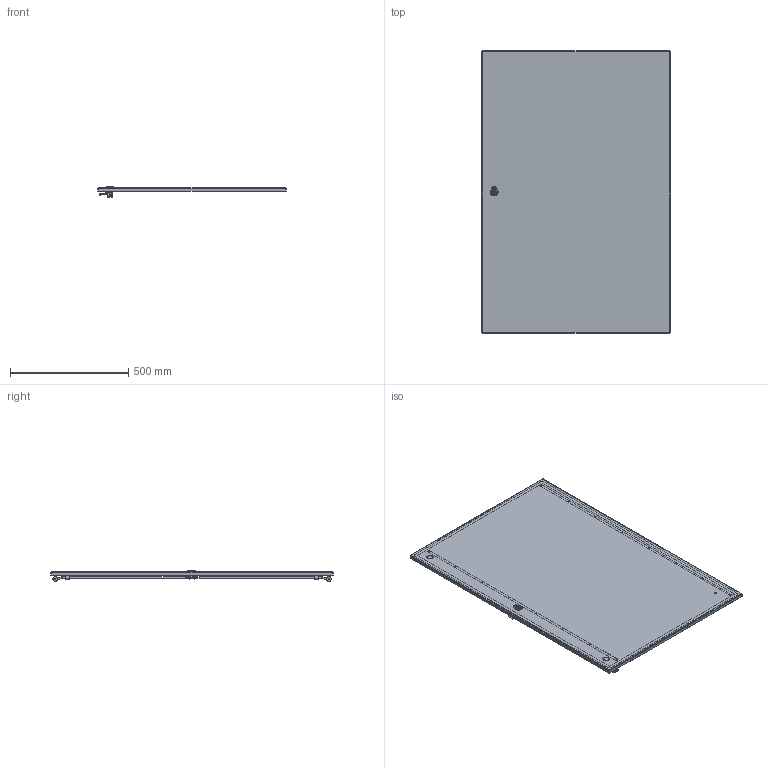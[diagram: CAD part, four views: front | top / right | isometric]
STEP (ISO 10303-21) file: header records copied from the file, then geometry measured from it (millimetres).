
FILE_DESCRIPTION(/* description */ (''),/* implementation_level */ '2;1');
FILE_NAME(/* name */ 'PO12080.stp',/* time_stamp */ '2017-01-13T12:00:20+01:00',/* author */ (''),/* organization */ (''),/* preprocessor_version */ 'ST-DEVELOPER v15',/* originating_system */ 'SIEMENS PLM Software NX 9.0',/* authorisation */ '');
FILE_SCHEMA (('CONFIG_CONTROL_DESIGN'));
Length unit declared in the file: millimetre
Products named in the file (4): Varilla_1200_stp339; Lengueta_Cierre_Triple_stp; 92193_CIERRE_Argenta_1200_stp_MODEL; PO12080_stp
Assembly tree (4 placements, depth 3):
  PO12080_stp
    92193_CIERRE_Argenta_1200_stp_MODEL
      Lengueta_Cierre_Triple_stp
      Varilla_1200_stp339  x2
Bounding box: 796.5 x 1195 x 45.13 mm (x, y, z)
Volume: 2458906.8 mm3; surface area: 2253730.5 mm2
Topology: 13 solids, 15 shells, 784 faces, 1950 edges, 1238 vertices
Faces by surface type: cylinder 354, plane 348, bspline 59, cone 18, sphere 3, torus 2
Full cylindrical faces by diameter (mm): 3.5 x106, 5 x21, 5.85 x1, 6 x1, 6.25 x4, 6.5 x1, 8 x8, 9.5 x1, 10 x1, 16.25 x2, 19.3 x1, 20 x8
Entity records: 25220 total; most frequent: CARTESIAN_POINT 7679, ORIENTED_EDGE 3578, DIRECTION 3342, EDGE_CURVE 1789, AXIS2_PLACEMENT_3D 1254, VERTEX_POINT 1164, EDGE_LOOP 1021, LINE 834
